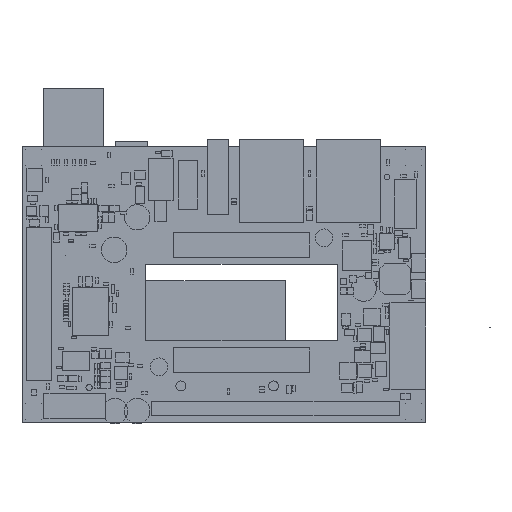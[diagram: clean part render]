
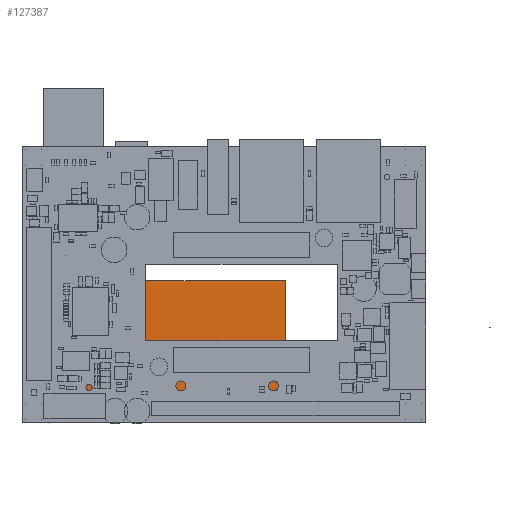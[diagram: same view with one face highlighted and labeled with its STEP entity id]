
A CAD part, top view. The second image highlights one B-rep face of the part: STEP entity #127387.
In plain terms, the highlighted planar face has unit normal (0, 0, 1).
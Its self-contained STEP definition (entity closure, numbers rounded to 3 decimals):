
#127078 = VERTEX_POINT('',#127079);
#127079 = CARTESIAN_POINT('',(12.37,6.35,-1.575));
#127088 = PLANE('',#127089);
#127089 = AXIS2_PLACEMENT_3D('',#127090,#127091,#127092);
#127090 = CARTESIAN_POINT('',(12.37,6.35,-1.575));
#127091 = DIRECTION('',(1.,0.,0.));
#127092 = DIRECTION('',(0.,1.,0.));
#127100 = PLANE('',#127101);
#127101 = AXIS2_PLACEMENT_3D('',#127102,#127103,#127104);
#127102 = CARTESIAN_POINT('',(68.62,6.35,-1.575));
#127103 = DIRECTION('',(0.,1.,0.));
#127104 = DIRECTION('',(-1.,0.,0.));
#127141 = VERTEX_POINT('',#127142);
#127142 = CARTESIAN_POINT('',(12.37,36.95,-1.575));
#127156 = PLANE('',#127157);
#127157 = AXIS2_PLACEMENT_3D('',#127158,#127159,#127160);
#127158 = CARTESIAN_POINT('',(12.37,36.95,-1.575));
#127159 = DIRECTION('',(0.,-1.,0.));
#127160 = DIRECTION('',(1.,0.,0.));
#127168 = EDGE_CURVE('',#127078,#127141,#127169,.T.);
#127169 = SURFACE_CURVE('',#127170,(#127174,#127181),.PCURVE_S1.);
#127170 = LINE('',#127171,#127172);
#127171 = CARTESIAN_POINT('',(12.37,6.35,-1.575));
#127172 = VECTOR('',#127173,1.);
#127173 = DIRECTION('',(0.,1.,0.));
#127174 = PCURVE('',#127088,#127175);
#127175 = DEFINITIONAL_REPRESENTATION('',(#127176),#127180);
#127176 = LINE('',#127177,#127178);
#127177 = CARTESIAN_POINT('',(0.,0.));
#127178 = VECTOR('',#127179,1.);
#127179 = DIRECTION('',(1.,0.));
#127180 = ( GEOMETRIC_REPRESENTATION_CONTEXT(2) 
PARAMETRIC_REPRESENTATION_CONTEXT() REPRESENTATION_CONTEXT('2D SPACE',''
  ) );
#127181 = PCURVE('',#127182,#127187);
#127182 = PLANE('',#127183);
#127183 = AXIS2_PLACEMENT_3D('',#127184,#127185,#127186);
#127184 = CARTESIAN_POINT('',(12.37,6.35,-1.575));
#127185 = DIRECTION('',(0.,0.,1.));
#127186 = DIRECTION('',(0.,-1.,0.));
#127187 = DEFINITIONAL_REPRESENTATION('',(#127188),#127192);
#127188 = LINE('',#127189,#127190);
#127189 = CARTESIAN_POINT('',(0.,0.));
#127190 = VECTOR('',#127191,1.);
#127191 = DIRECTION('',(-1.,0.));
#127192 = ( GEOMETRIC_REPRESENTATION_CONTEXT(2) 
PARAMETRIC_REPRESENTATION_CONTEXT() REPRESENTATION_CONTEXT('2D SPACE',''
  ) );
#127198 = VERTEX_POINT('',#127199);
#127199 = CARTESIAN_POINT('',(68.62,6.35,-1.575));
#127215 = PLANE('',#127216);
#127216 = AXIS2_PLACEMENT_3D('',#127217,#127218,#127219);
#127217 = CARTESIAN_POINT('',(68.62,36.95,-1.575));
#127218 = DIRECTION('',(-1.,0.,0.));
#127219 = DIRECTION('',(0.,-1.,0.));
#127249 = EDGE_CURVE('',#127198,#127078,#127250,.T.);
#127250 = SURFACE_CURVE('',#127251,(#127255,#127262),.PCURVE_S1.);
#127251 = LINE('',#127252,#127253);
#127252 = CARTESIAN_POINT('',(68.62,6.35,-1.575));
#127253 = VECTOR('',#127254,1.);
#127254 = DIRECTION('',(-1.,0.,0.));
#127255 = PCURVE('',#127100,#127256);
#127256 = DEFINITIONAL_REPRESENTATION('',(#127257),#127261);
#127257 = LINE('',#127258,#127259);
#127258 = CARTESIAN_POINT('',(0.,0.));
#127259 = VECTOR('',#127260,1.);
#127260 = DIRECTION('',(1.,0.));
#127261 = ( GEOMETRIC_REPRESENTATION_CONTEXT(2) 
PARAMETRIC_REPRESENTATION_CONTEXT() REPRESENTATION_CONTEXT('2D SPACE',''
  ) );
#127262 = PCURVE('',#127182,#127263);
#127263 = DEFINITIONAL_REPRESENTATION('',(#127264),#127268);
#127264 = LINE('',#127265,#127266);
#127265 = CARTESIAN_POINT('',(0.,56.25));
#127266 = VECTOR('',#127267,1.);
#127267 = DIRECTION('',(0.,-1.));
#127268 = ( GEOMETRIC_REPRESENTATION_CONTEXT(2) 
PARAMETRIC_REPRESENTATION_CONTEXT() REPRESENTATION_CONTEXT('2D SPACE',''
  ) );
#127298 = VERTEX_POINT('',#127299);
#127299 = CARTESIAN_POINT('',(68.62,36.95,-1.575));
#127320 = EDGE_CURVE('',#127141,#127298,#127321,.T.);
#127321 = SURFACE_CURVE('',#127322,(#127326,#127333),.PCURVE_S1.);
#127322 = LINE('',#127323,#127324);
#127323 = CARTESIAN_POINT('',(12.37,36.95,-1.575));
#127324 = VECTOR('',#127325,1.);
#127325 = DIRECTION('',(1.,0.,0.));
#127326 = PCURVE('',#127156,#127327);
#127327 = DEFINITIONAL_REPRESENTATION('',(#127328),#127332);
#127328 = LINE('',#127329,#127330);
#127329 = CARTESIAN_POINT('',(0.,0.));
#127330 = VECTOR('',#127331,1.);
#127331 = DIRECTION('',(1.,0.));
#127332 = ( GEOMETRIC_REPRESENTATION_CONTEXT(2) 
PARAMETRIC_REPRESENTATION_CONTEXT() REPRESENTATION_CONTEXT('2D SPACE',''
  ) );
#127333 = PCURVE('',#127182,#127334);
#127334 = DEFINITIONAL_REPRESENTATION('',(#127335),#127339);
#127335 = LINE('',#127336,#127337);
#127336 = CARTESIAN_POINT('',(-30.6,0.));
#127337 = VECTOR('',#127338,1.);
#127338 = DIRECTION('',(0.,1.));
#127339 = ( GEOMETRIC_REPRESENTATION_CONTEXT(2) 
PARAMETRIC_REPRESENTATION_CONTEXT() REPRESENTATION_CONTEXT('2D SPACE',''
  ) );
#127367 = EDGE_CURVE('',#127298,#127198,#127368,.T.);
#127368 = SURFACE_CURVE('',#127369,(#127373,#127380),.PCURVE_S1.);
#127369 = LINE('',#127370,#127371);
#127370 = CARTESIAN_POINT('',(68.62,36.95,-1.575));
#127371 = VECTOR('',#127372,1.);
#127372 = DIRECTION('',(0.,-1.,0.));
#127373 = PCURVE('',#127215,#127374);
#127374 = DEFINITIONAL_REPRESENTATION('',(#127375),#127379);
#127375 = LINE('',#127376,#127377);
#127376 = CARTESIAN_POINT('',(0.,0.));
#127377 = VECTOR('',#127378,1.);
#127378 = DIRECTION('',(1.,0.));
#127379 = ( GEOMETRIC_REPRESENTATION_CONTEXT(2) 
PARAMETRIC_REPRESENTATION_CONTEXT() REPRESENTATION_CONTEXT('2D SPACE',''
  ) );
#127380 = PCURVE('',#127182,#127381);
#127381 = DEFINITIONAL_REPRESENTATION('',(#127382),#127386);
#127382 = LINE('',#127383,#127384);
#127383 = CARTESIAN_POINT('',(-30.6,56.25));
#127384 = VECTOR('',#127385,1.);
#127385 = DIRECTION('',(1.,0.));
#127386 = ( GEOMETRIC_REPRESENTATION_CONTEXT(2) 
PARAMETRIC_REPRESENTATION_CONTEXT() REPRESENTATION_CONTEXT('2D SPACE',''
  ) );
#127387 = ADVANCED_FACE('',(#127388),#127182,.T.);
#127388 = FACE_BOUND('',#127389,.T.);
#127389 = EDGE_LOOP('',(#127390,#127391,#127392,#127393));
#127390 = ORIENTED_EDGE('',*,*,#127168,.F.);
#127391 = ORIENTED_EDGE('',*,*,#127249,.F.);
#127392 = ORIENTED_EDGE('',*,*,#127367,.F.);
#127393 = ORIENTED_EDGE('',*,*,#127320,.F.);
